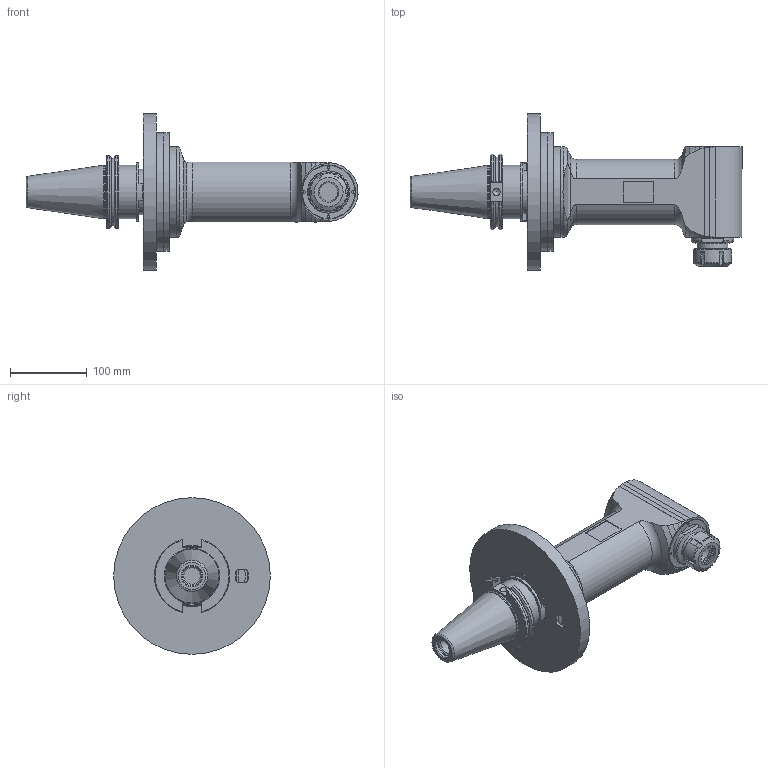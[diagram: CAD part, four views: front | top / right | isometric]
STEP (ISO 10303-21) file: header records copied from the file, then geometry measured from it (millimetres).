
FILE_DESCRIPTION(/* description */ (''),/* implementation_level */ '2;1');
FILE_NAME(/* name */ '9.F90.20L01-CAT50.stp',/* time_stamp */ '2025-03-04T15:01:26-05:00',/* author */ ('jkrenzer'),/* organization */ (''),/* preprocessor_version */ 'ST-DEVELOPER v18.1',/* originating_system */ 'Autodesk Inventor 2022',/* authorisation */ '');
FILE_SCHEMA (('AUTOMOTIVE_DESIGN { 1 0 10303 214 3 1 1 }'));
Products named in the file (4): 9.F90.20L01-CAT50; 9_F90_20L01; 9_SK_45_2   (Cat50, MTC); 9_FL_F90T2   (MTC, Universal Flange, Type 2)
Assembly tree (3 placements, depth 2):
  9.F90.20L01-CAT50
    9_F90_20L01
    9_SK_45_2   (Cat50, MTC)
    9_FL_F90T2   (MTC, Universal Flange, Type 2)
Bounding box: 432.46 x 204 x 204 mm (x, y, z)
Volume: 2949950.2 mm3; surface area: 314999.3 mm2
Topology: 5 solids, 5 shells, 368 faces, 882 edges, 578 vertices
Faces by surface type: plane 166, cylinder 106, cone 69, torus 25, sphere 2
Full cylindrical faces by diameter (mm): 2.5 x2, 3.2 x4, 6 x8, 6.4 x6, 9.525 x1, 10 x4, 10.4 x10, 12 x1, 12.5 x1, 19.4 x1, 20 x2, 21.963 x1, 24 x1, 26.187 x1, 26.8 x1, 27 x1, 29.5 x1, 35.8 x1, 38.5 x1, 40 x1, 40.6 x1, 50 x1, 55 x1, 59 x1, 66 x1, 69.25 x1, 69.85 x1, 70 x1, 76 x1, 80 x3
Entity records: 11215 total; most frequent: CARTESIAN_POINT 2508, DIRECTION 1849, ORIENTED_EDGE 1756, EDGE_CURVE 878, AXIS2_PLACEMENT_3D 752, VERTEX_POINT 582, EDGE_LOOP 450, FACE_OUTER_BOUND 368
